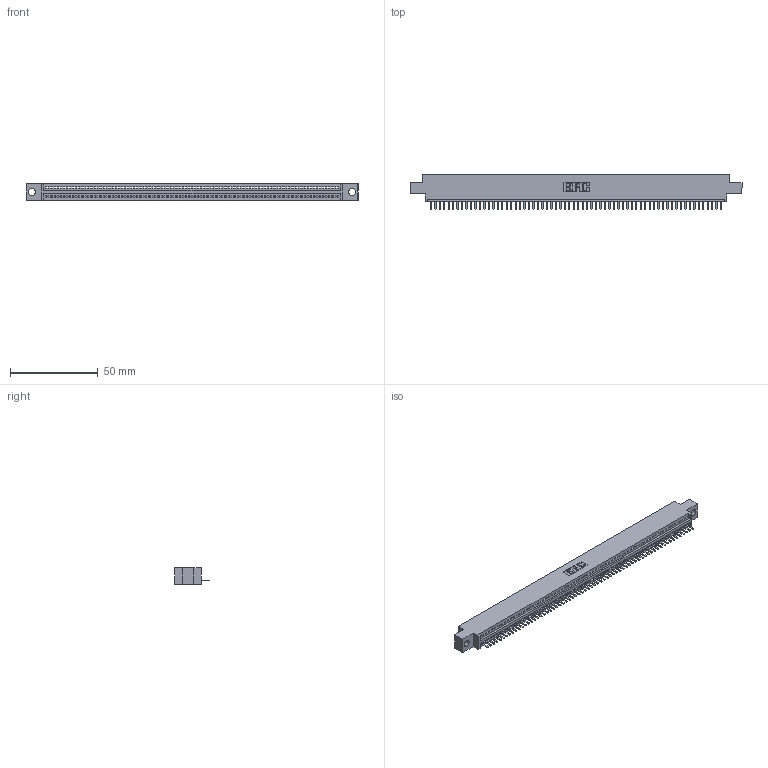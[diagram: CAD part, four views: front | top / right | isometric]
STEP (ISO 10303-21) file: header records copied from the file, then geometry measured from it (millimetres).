
FILE_DESCRIPTION (( 'STEP AP203' ), '1' );
FILE_NAME ('395-066-520-604.STEP', '2021-05-31T22:05:06', ( '' ), ( '' ), 'SwSTEP 2.0', 'SolidWorks 2020', '' );
FILE_SCHEMA (( 'CONFIG_CONTROL_DESIGN' ));
Length unit declared in the file: inch
Products named in the file (3): 395-066-520-604; 345-292-001_345-293-120; 345 Part_0.170 Offset - 0.156 Dia-TI
Assembly tree (67 placements, depth 2):
  395-066-520-604
    345 Part_0.170 Offset - 0.156 Dia-TI
    345-292-001_345-293-120  x66
Bounding box: 188.85 x 19.68 x 9.4 mm (x, y, z)
Volume: 17724.5 mm3; surface area: 23228.4 mm2
Topology: 67 solids, 67 shells, 4236 faces, 12533 edges, 8178 vertices
Faces by surface type: plane 2870, cylinder 1366
Entity records: 47107 total; most frequent: CARTESIAN_POINT 8180, ORIENTED_EDGE 8166, DIRECTION 7095, EDGE_CURVE 4083, LINE 3683, VECTOR 3683, VERTEX_POINT 2718, AXIS2_PLACEMENT_3D 1706
